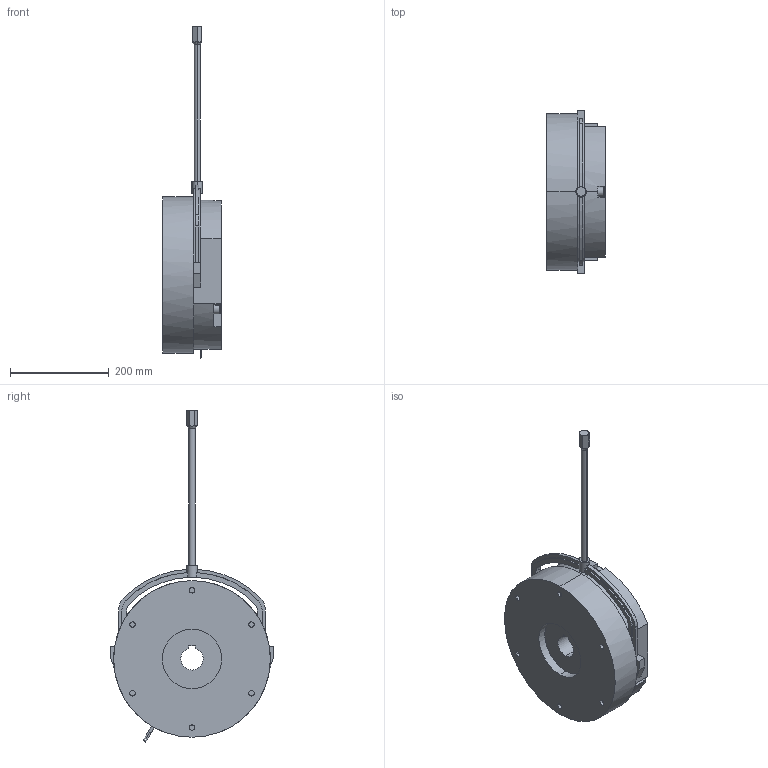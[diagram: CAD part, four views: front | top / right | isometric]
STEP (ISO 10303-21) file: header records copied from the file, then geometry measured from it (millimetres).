
FILE_DESCRIPTION(('starvars output'),'2;1');
FILE_NAME('cv20161201162848000024988.stp','16:28:48 2016/12/01',( 'Thomas Industrial Network Germany GmbH'),( 'Thomas Industrial Network Germany GmbH'),'unknown preprocess','ACIS' ,'unknown authorization');
FILE_SCHEMA(('AUTOMOTIVE_DESIGN_CC2 {UNKNOWN IMPLEMENTATION LEVEL}'));
Length unit declared in the file: millimetre
Products named in the file (1): PRODUCT_ID_1
Bounding box: 119 x 330.2 x 672.21 mm (x, y, z)
Volume: 8070059.5 mm3; surface area: 355407.3 mm2
Topology: 1 solids, 1 shells, 206 faces, 514 edges, 326 vertices
Faces by surface type: plane 113, cylinder 61, cone 26, torus 6
Entity records: 7170 total; most frequent: CARTESIAN_POINT 1083, ORIENTED_EDGE 1028, DIRECTION 762, EDGE_CURVE 514, VERTEX_POINT 326, VECTOR 284, LINE 284, AXIS2_PLACEMENT_3D 239
